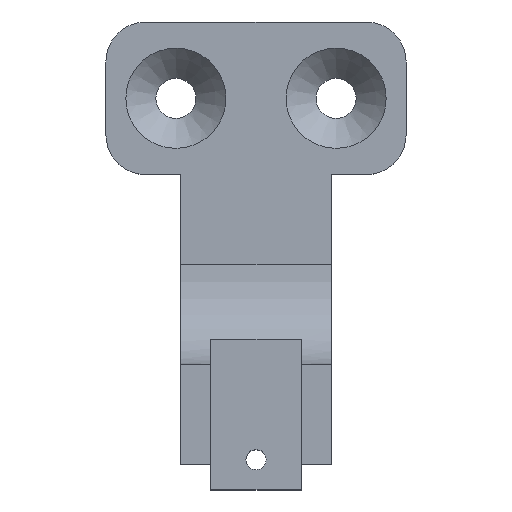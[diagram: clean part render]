
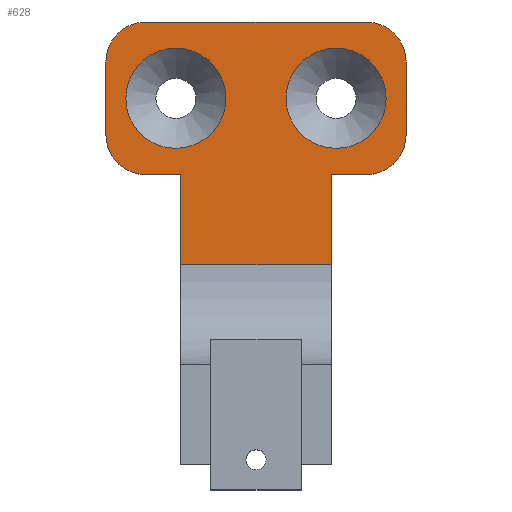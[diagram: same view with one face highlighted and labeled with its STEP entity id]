
A CAD part, top view. The second image highlights one B-rep face of the part: STEP entity #628.
In plain terms, the highlighted planar face has unit normal (0, 0, 1).
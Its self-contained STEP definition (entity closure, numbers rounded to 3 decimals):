
#35=CIRCLE('',#689,5.);
#36=CIRCLE('',#690,5.);
#37=CIRCLE('',#691,4.);
#38=CIRCLE('',#692,4.);
#39=CIRCLE('',#693,4.);
#40=CIRCLE('',#694,4.);
#130=ORIENTED_EDGE('',*,*,#287,.T.);
#131=ORIENTED_EDGE('',*,*,#288,.T.);
#132=ORIENTED_EDGE('',*,*,#289,.T.);
#133=ORIENTED_EDGE('',*,*,#290,.T.);
#134=ORIENTED_EDGE('',*,*,#284,.T.);
#135=ORIENTED_EDGE('',*,*,#291,.T.);
#136=ORIENTED_EDGE('',*,*,#292,.F.);
#137=ORIENTED_EDGE('',*,*,#293,.T.);
#138=ORIENTED_EDGE('',*,*,#294,.F.);
#139=ORIENTED_EDGE('',*,*,#258,.F.);
#140=ORIENTED_EDGE('',*,*,#250,.T.);
#141=ORIENTED_EDGE('',*,*,#295,.T.);
#142=ORIENTED_EDGE('',*,*,#262,.F.);
#143=ORIENTED_EDGE('',*,*,#296,.T.);
#250=EDGE_CURVE('',#332,#331,#392,.F.);
#258=EDGE_CURVE('',#332,#338,#399,.T.);
#262=EDGE_CURVE('',#340,#341,#403,.T.);
#284=EDGE_CURVE('',#359,#360,#417,.T.);
#287=EDGE_CURVE('',#361,#361,#35,.T.);
#288=EDGE_CURVE('',#362,#362,#36,.T.);
#289=EDGE_CURVE('',#363,#364,#420,.T.);
#290=EDGE_CURVE('',#364,#359,#37,.F.);
#291=EDGE_CURVE('',#360,#365,#38,.F.);
#292=EDGE_CURVE('',#366,#365,#421,.T.);
#293=EDGE_CURVE('',#366,#367,#39,.F.);
#294=EDGE_CURVE('',#338,#367,#422,.T.);
#295=EDGE_CURVE('',#331,#341,#423,.T.);
#296=EDGE_CURVE('',#340,#363,#40,.F.);
#331=VERTEX_POINT('',#946);
#332=VERTEX_POINT('',#948);
#338=VERTEX_POINT('',#964);
#340=VERTEX_POINT('',#970);
#341=VERTEX_POINT('',#972);
#359=VERTEX_POINT('',#1016);
#360=VERTEX_POINT('',#1017);
#361=VERTEX_POINT('',#1022);
#362=VERTEX_POINT('',#1024);
#363=VERTEX_POINT('',#1026);
#364=VERTEX_POINT('',#1027);
#365=VERTEX_POINT('',#1030);
#366=VERTEX_POINT('',#1032);
#367=VERTEX_POINT('',#1034);
#392=LINE('',#947,#457);
#399=LINE('',#963,#464);
#403=LINE('',#971,#468);
#417=LINE('',#1015,#482);
#420=LINE('',#1025,#485);
#421=LINE('',#1031,#486);
#422=LINE('',#1035,#487);
#423=LINE('',#1036,#488);
#457=VECTOR('',#761,1000.);
#464=VECTOR('',#774,1000.);
#468=VECTOR('',#780,1000.);
#482=VECTOR('',#818,1000.);
#485=VECTOR('',#827,1000.);
#486=VECTOR('',#832,1000.);
#487=VECTOR('',#835,1000.);
#488=VECTOR('',#836,1000.);
#519=EDGE_LOOP('',(#130));
#520=EDGE_LOOP('',(#131));
#521=EDGE_LOOP('',(#132,#133,#134,#135,#136,#137,#138,#139,#140,#141,#142,
#143));
#563=FACE_BOUND('',#519,.T.);
#564=FACE_BOUND('',#520,.T.);
#565=FACE_BOUND('',#521,.T.);
#603=PLANE('',#688);
#628=ADVANCED_FACE('',(#563,#564,#565),#603,.F.);
#688=AXIS2_PLACEMENT_3D('',#1020,#821,#822);
#689=AXIS2_PLACEMENT_3D('',#1021,#823,#824);
#690=AXIS2_PLACEMENT_3D('',#1023,#825,#826);
#691=AXIS2_PLACEMENT_3D('',#1028,#828,#829);
#692=AXIS2_PLACEMENT_3D('',#1029,#830,#831);
#693=AXIS2_PLACEMENT_3D('',#1033,#833,#834);
#694=AXIS2_PLACEMENT_3D('',#1037,#837,#838);
#761=DIRECTION('',(-1.,0.,0.));
#774=DIRECTION('',(0.,1.,0.));
#780=DIRECTION('',(-1.,0.,0.));
#818=DIRECTION('',(-1.,0.,0.));
#821=DIRECTION('',(0.,0.,-1.));
#822=DIRECTION('',(0.,1.,0.));
#823=DIRECTION('',(0.,0.,-1.));
#824=DIRECTION('',(0.,1.,0.));
#825=DIRECTION('',(0.,0.,-1.));
#826=DIRECTION('',(0.,1.,0.));
#827=DIRECTION('',(0.,1.,0.));
#828=DIRECTION('',(0.,0.,-1.));
#829=DIRECTION('',(0.,1.,0.));
#830=DIRECTION('',(0.,0.,-1.));
#831=DIRECTION('',(0.,1.,0.));
#832=DIRECTION('',(0.,1.,0.));
#833=DIRECTION('',(0.,0.,-1.));
#834=DIRECTION('',(0.,1.,0.));
#835=DIRECTION('',(-1.,0.,0.));
#836=DIRECTION('',(0.,1.,0.));
#837=DIRECTION('',(0.,0.,-1.));
#838=DIRECTION('',(0.,1.,0.));
#946=CARTESIAN_POINT('',(7.5,-112.5,14.));
#947=CARTESIAN_POINT('',(7.5,-112.5,14.));
#948=CARTESIAN_POINT('',(-7.5,-112.5,14.));
#963=CARTESIAN_POINT('',(-7.5,-122.5,14.));
#964=CARTESIAN_POINT('',(-7.5,-103.5,14.));
#970=CARTESIAN_POINT('',(11.,-103.5,14.));
#971=CARTESIAN_POINT('',(15.,-103.5,14.));
#972=CARTESIAN_POINT('',(7.5,-103.5,14.));
#1015=CARTESIAN_POINT('',(2.5,-88.261,14.));
#1016=CARTESIAN_POINT('',(11.,-88.261,14.));
#1017=CARTESIAN_POINT('',(-11.,-88.261,14.));
#1020=CARTESIAN_POINT('',(2.5,-88.261,14.));
#1021=CARTESIAN_POINT('',(8.,-95.88,14.));
#1022=CARTESIAN_POINT('',(8.,-90.88,14.));
#1023=CARTESIAN_POINT('',(-8.,-95.88,14.));
#1024=CARTESIAN_POINT('',(-8.,-90.88,14.));
#1025=CARTESIAN_POINT('',(15.,-103.5,14.));
#1026=CARTESIAN_POINT('',(15.,-99.5,14.));
#1027=CARTESIAN_POINT('',(15.,-92.261,14.));
#1028=CARTESIAN_POINT('',(11.,-92.261,14.));
#1029=CARTESIAN_POINT('',(-11.,-92.261,14.));
#1030=CARTESIAN_POINT('',(-15.,-92.261,14.));
#1031=CARTESIAN_POINT('',(-15.,-103.5,14.));
#1032=CARTESIAN_POINT('',(-15.,-99.5,14.));
#1033=CARTESIAN_POINT('',(-11.,-99.5,14.));
#1034=CARTESIAN_POINT('',(-11.,-103.5,14.));
#1035=CARTESIAN_POINT('',(15.,-103.5,14.));
#1036=CARTESIAN_POINT('',(7.5,-122.5,14.));
#1037=CARTESIAN_POINT('',(11.,-99.5,14.));
